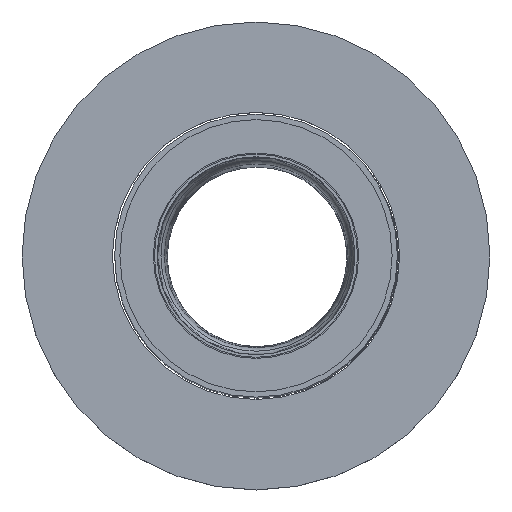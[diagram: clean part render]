
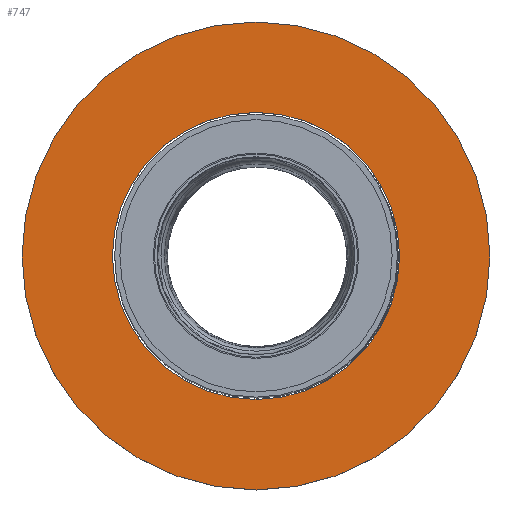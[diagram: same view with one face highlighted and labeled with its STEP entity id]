
A CAD part, top view. The second image highlights one B-rep face of the part: STEP entity #747.
In plain terms, the highlighted planar face has unit normal (0, 0, 1).
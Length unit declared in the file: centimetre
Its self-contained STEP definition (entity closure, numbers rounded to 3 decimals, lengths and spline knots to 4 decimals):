
#15=FACE_BOUND('',#151,.T.);
#28=PLANE('',#854);
#98=FACE_OUTER_BOUND('',#150,.T.);
#150=EDGE_LOOP('',(#615));
#151=EDGE_LOOP('',(#616));
#291=CIRCLE('',#849,67.5);
#294=CIRCLE('',#853,110.);
#358=VERTEX_POINT('',#1313);
#361=VERTEX_POINT('',#1321);
#446=EDGE_CURVE('',#358,#358,#291,.T.);
#451=EDGE_CURVE('',#361,#361,#294,.T.);
#615=ORIENTED_EDGE('',*,*,#451,.T.);
#616=ORIENTED_EDGE('',*,*,#446,.T.);
#747=ADVANCED_FACE('',(#98,#15),#28,.T.);
#849=AXIS2_PLACEMENT_3D('',#1314,#1059,#1060);
#853=AXIS2_PLACEMENT_3D('',#1323,#1069,#1070);
#854=AXIS2_PLACEMENT_3D('',#1324,#1071,#1072);
#1059=DIRECTION('center_axis',(0.,0.,-1.));
#1060=DIRECTION('ref_axis',(1.,0.,0.));
#1069=DIRECTION('center_axis',(0.,0.,1.));
#1070=DIRECTION('ref_axis',(1.,0.,0.));
#1071=DIRECTION('center_axis',(0.,0.,1.));
#1072=DIRECTION('ref_axis',(-1.,0.,0.));
#1313=CARTESIAN_POINT('',(-68.005,0.,239.9927));
#1314=CARTESIAN_POINT('Origin',(-0.505,0.,
239.9927));
#1321=CARTESIAN_POINT('',(-110.505,0.,239.9927));
#1323=CARTESIAN_POINT('Origin',(-0.505,0.,
239.9927));
#1324=CARTESIAN_POINT('Origin',(-0.505,0.,
239.9927));
